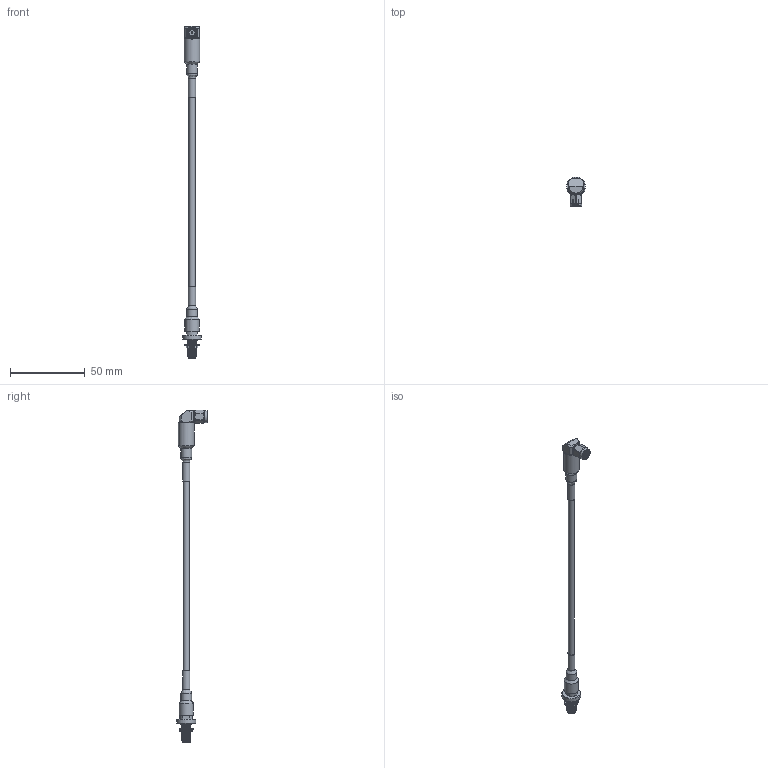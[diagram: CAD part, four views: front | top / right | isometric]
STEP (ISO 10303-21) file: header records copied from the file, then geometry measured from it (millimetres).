
FILE_DESCRIPTION (( 'STEP AP203' ), '1' );
FILE_NAME ('PE3C5244_3D.step', '2020-06-22T15:01:53', ( '' ), ( '' ), 'SwSTEP 2.0', 'SolidWorks 2018', '' );
FILE_SCHEMA (( 'CONFIG_CONTROL_DESIGN' ));
Length unit declared in the file: inch
Products named in the file (4): Coax Cable^PE3C5244_PE-P160LL; PE45442^PE3C5244_Heat Shrink; PE45441^PE3C5244_Heat Shrink; PE3C5244_3D
Assembly tree (3 placements, depth 2):
  PE3C5244_3D
    Coax Cable^PE3C5244_PE-P160LL
    PE45442^PE3C5244_Heat Shrink
    PE45441^PE3C5244_Heat Shrink
Bounding box: 12.7 x 20.42 x 222.34 mm (x, y, z)
Volume: 6582.2 mm3; surface area: 5228.6 mm2
Topology: 6 solids, 6 shells, 206 faces, 549 edges, 369 vertices
Faces by surface type: plane 62, bspline 57, cylinder 56, cone 29, torus 2
Full cylindrical faces by diameter (mm): 0.914 x1, 0.94 x1, 1.168 x1, 1.194 x1, 4.064 x1, 4.445 x1, 4.572 x1, 4.826 x2, 5.334 x1, 6.35 x6, 7.102 x1, 7.112 x1, 7.239 x1, 7.762 x1, 8.382 x1, 9.398 x2, 9.631 x1, 10.414 x1, 12.7 x1
Entity records: 11559 total; most frequent: CARTESIAN_POINT 6906, ORIENTED_EDGE 968, DIRECTION 695, EDGE_CURVE 484, VERTEX_POINT 345, AXIS2_PLACEMENT_3D 303, EDGE_LOOP 253, FACE_OUTER_BOUND 225
